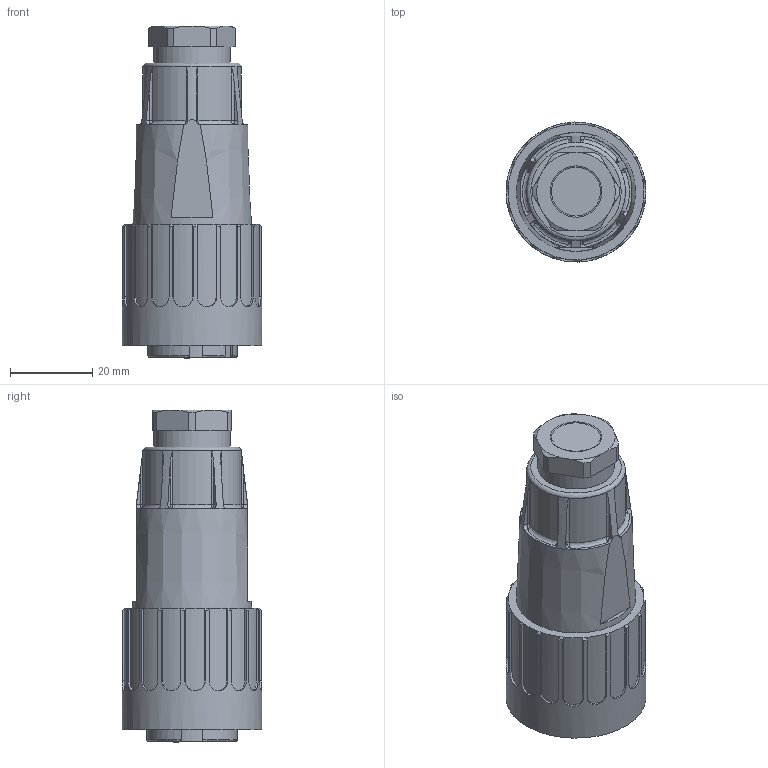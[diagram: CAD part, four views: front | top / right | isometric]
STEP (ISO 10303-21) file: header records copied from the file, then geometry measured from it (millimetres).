
FILE_DESCRIPTION(/* description */ (''),/* implementation_level */ '2;1');
FILE_NAME(/* name */ 'C016_10D008_002_1.stp',/* time_stamp */ '2018-03-05T07:43:47+01:00',/* author */ (''),/* organization */ (''),/* preprocessor_version */ 'ST-DEVELOPER v16',/* originating_system */ 'SIEMENS PLM Software NX 11.0',/* authorisation */ '');
FILE_SCHEMA (('CONFIG_CONTROL_DESIGN'));
Length unit declared in the file: millimetre
Products named in the file (1): c3d-c016 10d008 002 1nxm001-01
Bounding box: 34 x 34 x 80.7 mm (x, y, z)
Volume: 0.7 mm3; surface area: 11838.6 mm2
Topology: 1 solids, 2 shells, 463 faces, 1200 edges, 767 vertices
Faces by surface type: plane 239, cylinder 141, bspline 44, cone 37, torus 2
Full cylindrical faces by diameter (mm): 1.05 x1, 1.3 x1, 3 x1, 4.75 x4, 18.6 x1, 22 x1, 30.2 x1, 34 x1
Entity records: 15475 total; most frequent: CARTESIAN_POINT 4862, ORIENTED_EDGE 2292, DIRECTION 1991, EDGE_CURVE 1146, VERTEX_POINT 751, AXIS2_PLACEMENT_3D 677, LINE 637, VECTOR 637
